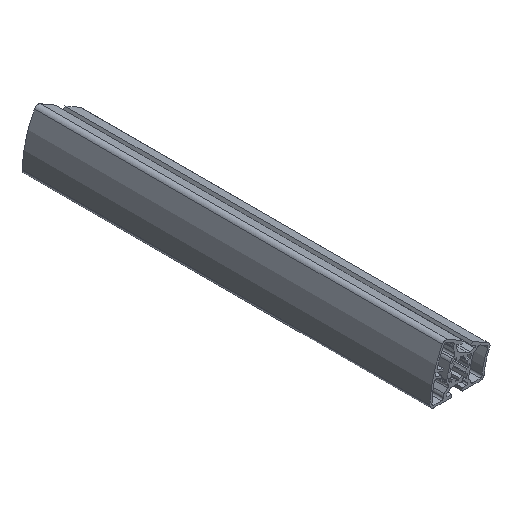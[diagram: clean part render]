
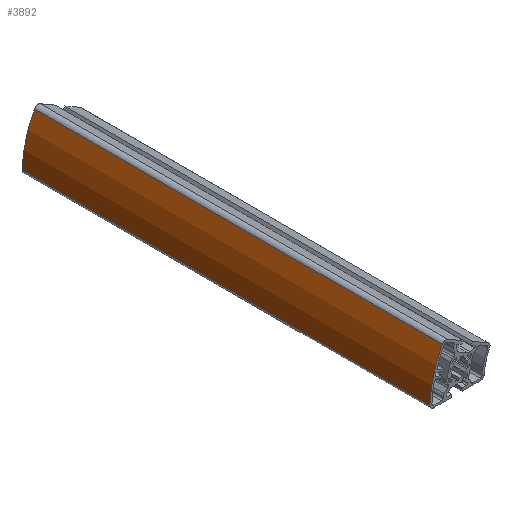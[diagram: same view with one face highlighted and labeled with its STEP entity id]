
A CAD part, isometric view. The second image highlights one B-rep face of the part: STEP entity #3892.
In plain terms, the highlighted cylindrical face has radius 80 mm (diameter 160 mm), a partial arc.
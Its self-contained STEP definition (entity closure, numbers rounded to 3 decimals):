
#285 = CIRCLE ( 'NONE', #316, 80. ) ;
#316 = AXIS2_PLACEMENT_3D ( 'NONE', #793, #790, #792 ) ;
#463 = AXIS2_PLACEMENT_3D ( 'NONE', #1100, #1098, #1106 ) ;
#480 = AXIS2_PLACEMENT_3D ( 'NONE', #1170, #1177, #1173 ) ;
#532 = CIRCLE ( 'NONE', #480, 80. ) ;
#538 = VECTOR ( 'NONE', #2172, 1000. ) ;
#661 = VECTOR ( 'NONE', #3434, 1000. ) ;
#790 = DIRECTION ( 'NONE',  ( 0., 0., -1. ) ) ;
#792 = DIRECTION ( 'NONE',  ( -1., 0., 0. ) ) ;
#793 = CARTESIAN_POINT ( 'NONE',  ( -60., -16.077, -300. ) ) ;
#1098 = DIRECTION ( 'NONE',  ( 0., 0., 1. ) ) ;
#1099 = CYLINDRICAL_SURFACE ( 'NONE', #463, 80. ) ;
#1100 = CARTESIAN_POINT ( 'NONE',  ( -60., -16.077, -300. ) ) ;
#1104 = FACE_OUTER_BOUND ( 'NONE', #1382, .T. ) ;
#1106 = DIRECTION ( 'NONE',  ( 1., 0., 0. ) ) ;
#1170 = CARTESIAN_POINT ( 'NONE',  ( -60., -16.077, 0. ) ) ;
#1173 = DIRECTION ( 'NONE',  ( -1., 0., 0. ) ) ;
#1177 = DIRECTION ( 'NONE',  ( 0., 0., -1. ) ) ;
#1303 = VERTEX_POINT ( 'NONE', #1531 ) ;
#1310 = VERTEX_POINT ( 'NONE', #1504 ) ;
#1382 = EDGE_LOOP ( 'NONE', ( #2697, #2665, #2670, #2661 ) ) ;
#1504 = CARTESIAN_POINT ( 'NONE',  ( 10.788, 21.194, 0. ) ) ;
#1531 = CARTESIAN_POINT ( 'NONE',  ( 19.939, -12.96, 0. ) ) ;
#1562 = CARTESIAN_POINT ( 'NONE',  ( 19.939, -12.96, -300. ) ) ;
#1692 = CARTESIAN_POINT ( 'NONE',  ( 10.788, 21.194, -300. ) ) ;
#2159 = LINE ( 'NONE', #2167, #538 ) ;
#2167 = CARTESIAN_POINT ( 'NONE',  ( 19.939, -12.96, -300. ) ) ;
#2172 = DIRECTION ( 'NONE',  ( 0., 0., 1. ) ) ;
#2300 = VERTEX_POINT ( 'NONE', #1562 ) ;
#2661 = ORIENTED_EDGE ( 'NONE', *, *, #4071, .T. ) ;
#2665 = ORIENTED_EDGE ( 'NONE', *, *, #3970, .F. ) ;
#2670 = ORIENTED_EDGE ( 'NONE', *, *, #4270, .F. ) ;
#2697 = ORIENTED_EDGE ( 'NONE', *, *, #3909, .T. ) ;
#3188 = VERTEX_POINT ( 'NONE', #1692 ) ;
#3420 = CARTESIAN_POINT ( 'NONE',  ( 10.788, 21.194, -300. ) ) ;
#3427 = LINE ( 'NONE', #3420, #661 ) ;
#3434 = DIRECTION ( 'NONE',  ( 0., 0., 1. ) ) ;
#3892 = ADVANCED_FACE ( 'NONE', ( #1104 ), #1099, .T. ) ;
#3909 = EDGE_CURVE ( 'NONE', #1310, #1303, #532, .T. ) ;
#3970 = EDGE_CURVE ( 'NONE', #2300, #1303, #2159, .T. ) ;
#4071 = EDGE_CURVE ( 'NONE', #3188, #1310, #3427, .T. ) ;
#4270 = EDGE_CURVE ( 'NONE', #3188, #2300, #285, .T. ) ;
